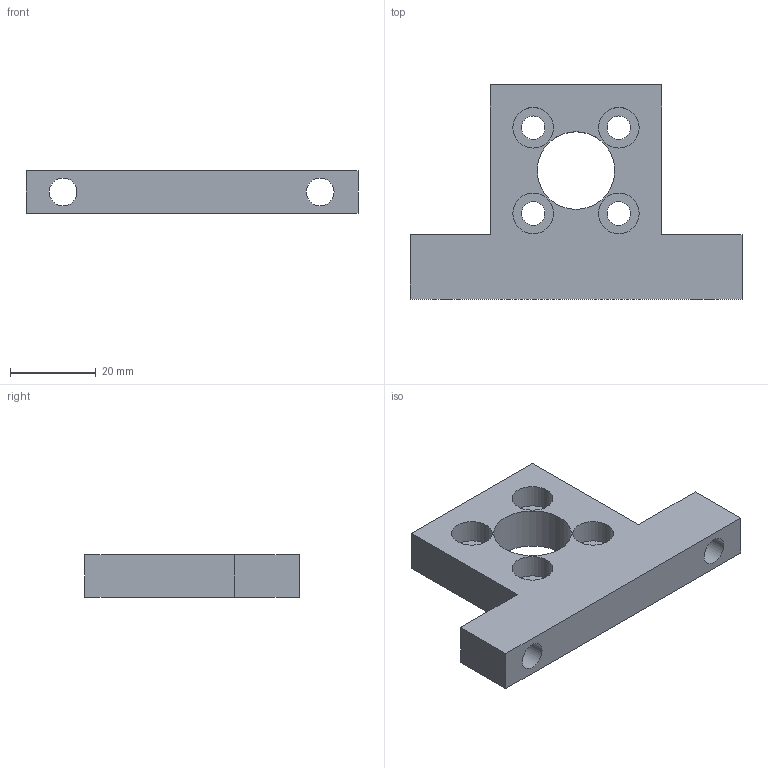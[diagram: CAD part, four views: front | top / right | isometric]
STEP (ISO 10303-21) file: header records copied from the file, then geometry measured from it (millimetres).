
FILE_DESCRIPTION(/* description */ (''),/* implementation_level */ '2;1');
FILE_NAME(/* name */ 'Piastra_Core_Holder.stp',/* time_stamp */ '2023-02-02T20:24:12+01:00',/* author */ ('ENZO'),/* organization */ (''),/* preprocessor_version */ 'ST-DEVELOPER v18.1',/* originating_system */ 'Autodesk Inventor 2022',/* authorisation */ '');
FILE_SCHEMA (('AUTOMOTIVE_DESIGN { 1 0 10303 214 3 1 1 }'));
Length unit declared in the file: millimetre
Products named in the file (1): Piastra_Core_Holder
Bounding box: 77.5 x 50 x 10 mm (x, y, z)
Volume: 20069.4 mm3; surface area: 8986.4 mm2
Topology: 1 solids, 1 shells, 25 faces, 57 edges, 38 vertices
Faces by surface type: plane 14, cylinder 11
Full cylindrical faces by diameter (mm): 5.5 x4, 6.5 x2, 9.5 x4, 18.1 x1
Entity records: 782 total; most frequent: DIRECTION 131, CARTESIAN_POINT 121, ORIENTED_EDGE 114, EDGE_CURVE 57, AXIS2_PLACEMENT_3D 48, EDGE_LOOP 43, VERTEX_POINT 38, LINE 35
